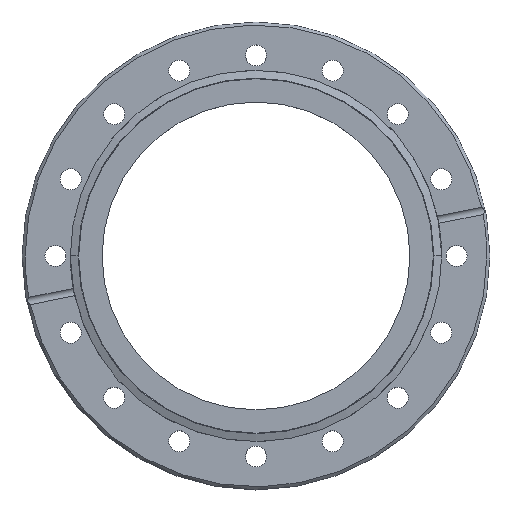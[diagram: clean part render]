
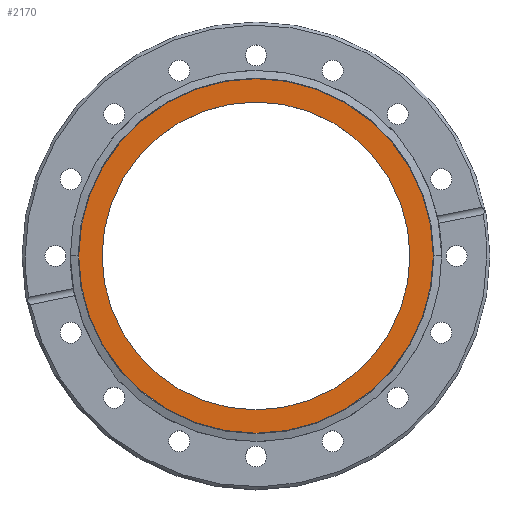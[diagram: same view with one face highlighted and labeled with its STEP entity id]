
A CAD part, top view. The second image highlights one B-rep face of the part: STEP entity #2170.
In plain terms, the highlighted planar face has unit normal (0, 0, 1).
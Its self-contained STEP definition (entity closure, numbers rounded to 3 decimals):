
#21 = CIRCLE ( 'NONE', #1801, 50. ) ;
#29 = CARTESIAN_POINT ( 'NONE',  ( 50., 0., -1.2 ) ) ;
#39 = EDGE_CURVE ( 'NONE', #283, #1960, #631, .T. ) ;
#108 = EDGE_CURVE ( 'NONE', #1156, #1933, #716, .T. ) ;
#234 = DIRECTION ( 'NONE',  ( 0., 0., -1. ) ) ;
#283 = VERTEX_POINT ( 'NONE', #29 ) ;
#285 = EDGE_CURVE ( 'NONE', #1933, #1156, #1975, .T. ) ;
#327 = ORIENTED_EDGE ( 'NONE', *, *, #108, .T. ) ;
#451 = AXIS2_PLACEMENT_3D ( 'NONE', #683, #676, #669 ) ;
#548 = FACE_OUTER_BOUND ( 'NONE', #1049, .T. ) ;
#631 = CIRCLE ( 'NONE', #1744, 50. ) ;
#669 = DIRECTION ( 'NONE',  ( 1., 0., 0. ) ) ;
#676 = DIRECTION ( 'NONE',  ( 0., 0., 1. ) ) ;
#678 = PLANE ( 'NONE',  #776 ) ;
#683 = CARTESIAN_POINT ( 'NONE',  ( 0., 0., -1.2 ) ) ;
#716 = CIRCLE ( 'NONE', #451, 57.598 ) ;
#776 = AXIS2_PLACEMENT_3D ( 'NONE', #1110, #2500, #1312 ) ;
#1009 = DIRECTION ( 'NONE',  ( 0., 0., 1. ) ) ;
#1049 = EDGE_LOOP ( 'NONE', ( #327, #1275 ) ) ;
#1110 = CARTESIAN_POINT ( 'NONE',  ( 0., 0., -1.2 ) ) ;
#1156 = VERTEX_POINT ( 'NONE', #1833 ) ;
#1275 = ORIENTED_EDGE ( 'NONE', *, *, #285, .T. ) ;
#1312 = DIRECTION ( 'NONE',  ( 1., 0., 0. ) ) ;
#1455 = DIRECTION ( 'NONE',  ( 1., 0., 0. ) ) ;
#1466 = DIRECTION ( 'NONE',  ( 0., 0., -1. ) ) ;
#1473 = CARTESIAN_POINT ( 'NONE',  ( 0., 0., -1.2 ) ) ;
#1477 = CARTESIAN_POINT ( 'NONE',  ( 0., 0., -1.2 ) ) ;
#1509 = EDGE_LOOP ( 'NONE', ( #2536, #2616 ) ) ;
#1666 = CARTESIAN_POINT ( 'NONE',  ( -57.598, 0., -1.2 ) ) ;
#1674 = DIRECTION ( 'NONE',  ( 1., 0., 0. ) ) ;
#1744 = AXIS2_PLACEMENT_3D ( 'NONE', #1473, #1466, #1455 ) ;
#1784 = DIRECTION ( 'NONE',  ( 1., 0., 0. ) ) ;
#1801 = AXIS2_PLACEMENT_3D ( 'NONE', #1477, #234, #1674 ) ;
#1806 = CARTESIAN_POINT ( 'NONE',  ( 0., 0., -1.2 ) ) ;
#1833 = CARTESIAN_POINT ( 'NONE',  ( 57.598, 0., -1.2 ) ) ;
#1933 = VERTEX_POINT ( 'NONE', #1666 ) ;
#1960 = VERTEX_POINT ( 'NONE', #2290 ) ;
#1975 = CIRCLE ( 'NONE', #2487, 57.598 ) ;
#2128 = FACE_BOUND ( 'NONE', #1509, .T. ) ;
#2170 = ADVANCED_FACE ( 'NONE', ( #548, #2128 ), #678, .T. ) ;
#2290 = CARTESIAN_POINT ( 'NONE',  ( -50., 0., -1.2 ) ) ;
#2487 = AXIS2_PLACEMENT_3D ( 'NONE', #1806, #1009, #1784 ) ;
#2500 = DIRECTION ( 'NONE',  ( 0., 0., 1. ) ) ;
#2536 = ORIENTED_EDGE ( 'NONE', *, *, #2568, .T. ) ;
#2568 = EDGE_CURVE ( 'NONE', #1960, #283, #21, .T. ) ;
#2616 = ORIENTED_EDGE ( 'NONE', *, *, #39, .T. ) ;
